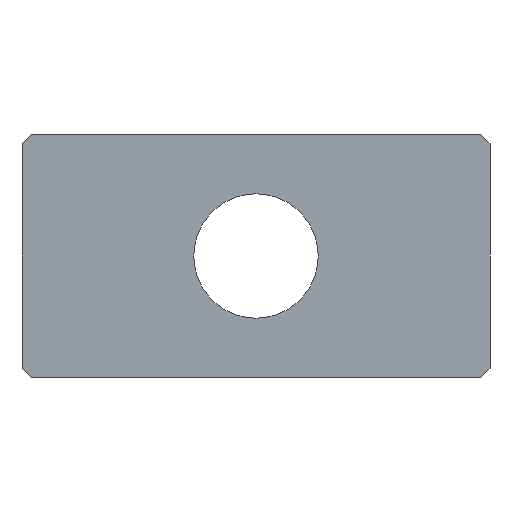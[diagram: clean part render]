
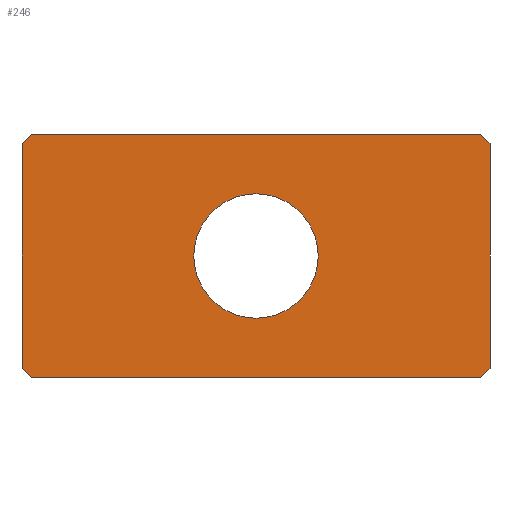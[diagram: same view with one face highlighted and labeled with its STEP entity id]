
A CAD part, left-side view. The second image highlights one B-rep face of the part: STEP entity #246.
In plain terms, the highlighted planar face has unit normal (-1, 0, 0).
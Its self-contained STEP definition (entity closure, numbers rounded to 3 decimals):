
#13=LINE($,#340,#43);
#21=LINE($,#355,#51);
#26=LINE($,#366,#56);
#31=LINE($,#375,#61);
#35=LINE($,#384,#65);
#37=LINE($,#388,#67);
#38=LINE($,#390,#68);
#39=LINE($,#391,#69);
#43=VECTOR($,#279,0.707);
#51=VECTOR($,#289,12.);
#56=VECTOR($,#298,0.707);
#61=VECTOR($,#305,24.);
#65=VECTOR($,#313,0.707);
#67=VECTOR($,#317,12.);
#68=VECTOR($,#318,0.707);
#69=VECTOR($,#319,24.);
#80=PLANE($,#264);
#86=FACE_BOUND($,#111,.T.);
#96=FACE_OUTER_BOUND($,#110,.T.);
#110=EDGE_LOOP($,(#209,#210,#211,#212,#213,#214,#215,#216));
#111=EDGE_LOOP($,(#217));
#118=CIRCLE($,#256,3.324);
#120=VERTEX_POINT($,#335);
#121=VERTEX_POINT($,#338);
#122=VERTEX_POINT($,#339);
#128=VERTEX_POINT($,#353);
#132=VERTEX_POINT($,#365);
#135=VERTEX_POINT($,#373);
#138=VERTEX_POINT($,#383);
#139=VERTEX_POINT($,#387);
#140=VERTEX_POINT($,#389);
#142=EDGE_CURVE($,#120,#120,#118,.T.);
#143=EDGE_CURVE($,#121,#122,#13,.T.);
#151=EDGE_CURVE($,#128,#121,#21,.T.);
#156=EDGE_CURVE($,#132,#128,#26,.T.);
#161=EDGE_CURVE($,#135,#132,#31,.T.);
#165=EDGE_CURVE($,#138,#135,#35,.T.);
#167=EDGE_CURVE($,#139,#138,#37,.T.);
#168=EDGE_CURVE($,#140,#139,#38,.T.);
#169=EDGE_CURVE($,#122,#140,#39,.T.);
#209=ORIENTED_EDGE($,*,*,#143,.F.);
#210=ORIENTED_EDGE($,*,*,#151,.F.);
#211=ORIENTED_EDGE($,*,*,#156,.F.);
#212=ORIENTED_EDGE($,*,*,#161,.F.);
#213=ORIENTED_EDGE($,*,*,#165,.F.);
#214=ORIENTED_EDGE($,*,*,#167,.F.);
#215=ORIENTED_EDGE($,*,*,#168,.F.);
#216=ORIENTED_EDGE($,*,*,#169,.F.);
#217=ORIENTED_EDGE($,*,*,#142,.T.);
#246=ADVANCED_FACE($,(#96,#86),#80,.T.);
#256=AXIS2_PLACEMENT_3D($,#336,#275,#276);
#264=AXIS2_PLACEMENT_3D($,#386,#315,#316);
#275=DIRECTION('center_axis',(1.,0.,0.));
#276=DIRECTION('ref_axis',(0.,-1.,0.));
#279=DIRECTION($,(0.,0.707,-0.707));
#289=DIRECTION($,(0.,0.,-1.));
#298=DIRECTION($,(0.,-0.707,-0.707));
#305=DIRECTION($,(0.,-1.,0.));
#313=DIRECTION($,(0.,-0.707,0.707));
#315=DIRECTION('center_axis',(-1.,0.,0.));
#316=DIRECTION('ref_axis',(0.,-1.,0.));
#317=DIRECTION($,(0.,0.,1.));
#318=DIRECTION($,(0.,0.707,0.707));
#319=DIRECTION($,(0.,1.,0.));
#335=CARTESIAN_POINT('',(-6.,-3.324,0.));
#336=CARTESIAN_POINT('Origin',(-6.,0.,0.));
#338=CARTESIAN_POINT('',(-6.,-12.5,-6.));
#339=CARTESIAN_POINT('',(-6.,-12.,-6.5));
#340=CARTESIAN_POINT($,(-6.,-10.75,-7.75));
#353=CARTESIAN_POINT('',(-6.,-12.5,6.));
#355=CARTESIAN_POINT($,(-6.,-12.5,6.5));
#365=CARTESIAN_POINT('',(-6.,-12.,6.5));
#366=CARTESIAN_POINT($,(-6.,-10.75,7.75));
#373=CARTESIAN_POINT('',(-6.,12.,6.5));
#375=CARTESIAN_POINT($,(-6.,12.5,6.5));
#383=CARTESIAN_POINT('',(-6.,12.5,6.));
#384=CARTESIAN_POINT($,(-6.,10.75,7.75));
#386=CARTESIAN_POINT('Origin',(-6.,0.,0.));
#387=CARTESIAN_POINT('',(-6.,12.5,-6.));
#388=CARTESIAN_POINT($,(-6.,12.5,-6.5));
#389=CARTESIAN_POINT('',(-6.,12.,-6.5));
#390=CARTESIAN_POINT($,(-6.,10.75,-7.75));
#391=CARTESIAN_POINT($,(-6.,-12.5,-6.5));
